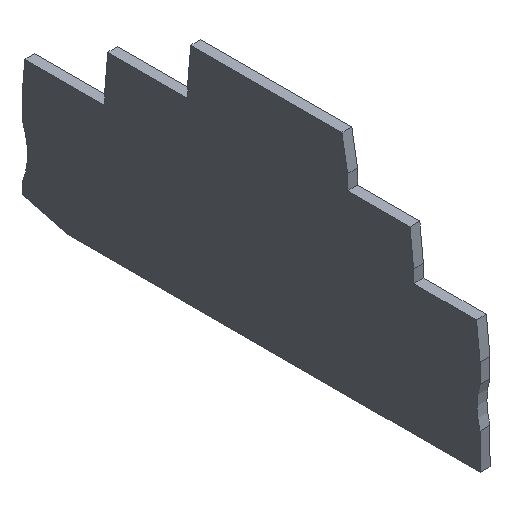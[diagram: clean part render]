
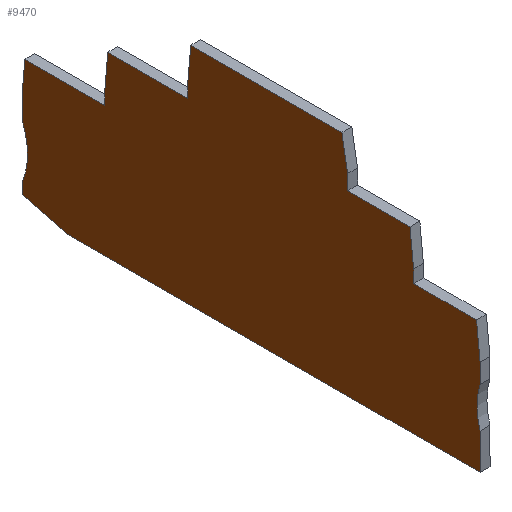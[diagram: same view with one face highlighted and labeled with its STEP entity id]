
A CAD part, isometric view. The second image highlights one B-rep face of the part: STEP entity #9470.
In plain terms, the highlighted face is planar.
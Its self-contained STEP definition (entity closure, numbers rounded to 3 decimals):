
#2110=CARTESIAN_POINT('',(183.732,42.347,
53.67));
#2120=VERTEX_POINT('',#2110);
#2150=CARTESIAN_POINT('',(183.966,39.659,53.67));
#2160=DIRECTION('',(0.087,-0.996,
0.));
#2170=VECTOR('',#2160,1.);
#2180=LINE('',#2150,#2170);
#2190=CARTESIAN_POINT('',(184.369,35.024,
53.67));
#2200=VERTEX_POINT('',#2190);
#2210=EDGE_CURVE('',#2120,#2200,#2180,.T.);
#2500=CARTESIAN_POINT('',(134.019,23.989,
53.67));
#2510=VERTEX_POINT('',#2500);
#2540=CARTESIAN_POINT('',(135.666,39.659,53.67));
#2550=DIRECTION('',(0.105,0.995,
0.));
#2560=VECTOR('',#2550,1.);
#2570=LINE('',#2540,#2560);
#2580=CARTESIAN_POINT('',(134.834,31.747,
53.67));
#2590=VERTEX_POINT('',#2580);
#2600=EDGE_CURVE('',#2510,#2590,#2570,.T.);
#2880=CARTESIAN_POINT('',(202.869,21.147,
53.67));
#2890=VERTEX_POINT('',#2880);
#2920=CARTESIAN_POINT('',(160.781,21.147,53.67));
#2930=DIRECTION('',(1.,0.,0.));
#2940=VECTOR('',#2930,1.);
#2950=LINE('',#2920,#2940);
#2960=CARTESIAN_POINT('',(220.732,21.147,
53.67));
#2970=VERTEX_POINT('',#2960);
#2980=EDGE_CURVE('',#2890,#2970,#2950,.T.);
#3260=CARTESIAN_POINT('',(221.369,-2.903,
53.67));
#3270=VERTEX_POINT('',#3260);
#3300=CARTESIAN_POINT('',(221.369,39.659,53.67));
#3310=DIRECTION('',(0.,-1.,0.));
#3320=VECTOR('',#3310,1.);
#3330=LINE('',#3300,#3320);
#3340=CARTESIAN_POINT('',(221.369,-5.313,
53.67));
#3350=VERTEX_POINT('',#3340);
#3360=EDGE_CURVE('',#3270,#3350,#3330,.T.);
#3590=CARTESIAN_POINT('',(202.869,39.659,53.67));
#3600=DIRECTION('',(0.,-1.,0.));
#3610=VECTOR('',#3600,1.);
#3620=LINE('',#3590,#3610);
#3630=CARTESIAN_POINT('',(202.869,24.424,
53.67));
#3640=VERTEX_POINT('',#3630);
#3650=EDGE_CURVE('',#3640,#2890,#3620,.T.);
#3940=CARTESIAN_POINT('',(119.169,9.097,
53.67));
#3950=VERTEX_POINT('',#3940);
#4030=CARTESIAN_POINT('',(119.169,0.097,
53.67));
#4040=VERTEX_POINT('',#4030);
#4070=CARTESIAN_POINT('',(104.86,4.597,
53.67));
#4080=DIRECTION('',(0.,0.,1.));
#4090=DIRECTION('',(1.,0.,0.));
#4100=AXIS2_PLACEMENT_3D('',#4070,#4080,#4090);
#4110=CIRCLE('',#4100,15.);
#4120=EDGE_CURVE('',#4040,#3950,#4110,.T.);
#4290=CARTESIAN_POINT('',(119.169,39.659,53.67));
#4300=DIRECTION('',(0.,1.,0.));
#4310=VECTOR('',#4300,1.);
#4320=LINE('',#4290,#4310);
#4330=CARTESIAN_POINT('',(119.169,13.389,
53.67));
#4340=VERTEX_POINT('',#4330);
#4350=EDGE_CURVE('',#3950,#4340,#4320,.T.);
#4600=CARTESIAN_POINT('',(184.369,39.659,53.67));
#4610=DIRECTION('',(0.,-1.,0.));
#4620=VECTOR('',#4610,1.);
#4630=LINE('',#4600,#4620);
#4640=CARTESIAN_POINT('',(184.369,31.747,
53.67));
#4650=VERTEX_POINT('',#4640);
#4660=EDGE_CURVE('',#2200,#4650,#4630,.T.);
#4960=CARTESIAN_POINT('',(221.369,9.097,
53.67));
#4970=VERTEX_POINT('',#4960);
#5000=CARTESIAN_POINT('',(235.116,3.097,
53.67));
#5010=DIRECTION('',(0.,0.,1.));
#5020=DIRECTION('',(1.,0.,0.));
#5030=AXIS2_PLACEMENT_3D('',#5000,#5010,#5020);
#5040=CIRCLE('',#5030,15.);
#5050=EDGE_CURVE('',#4970,#3270,#5040,.T.);
#5240=CARTESIAN_POINT('',(160.781,-20.774,53.67));
#5250=DIRECTION('',(-0.969,-0.247,
0.));
#5260=VECTOR('',#5250,1.);
#5270=LINE('',#5240,#5260);
#5280=CARTESIAN_POINT('',(211.216,-7.903,
53.67));
#5290=VERTEX_POINT('',#5280);
#5300=EDGE_CURVE('',#3350,#5290,#5270,.T.);
#5540=CARTESIAN_POINT('',(134.019,39.659,53.67));
#5550=DIRECTION('',(0.,1.,0.));
#5560=VECTOR('',#5550,1.);
#5570=LINE('',#5540,#5560);
#5580=CARTESIAN_POINT('',(134.019,21.147,
53.67));
#5590=VERTEX_POINT('',#5580);
#5600=EDGE_CURVE('',#5590,#2510,#5570,.T.);
#5900=CARTESIAN_POINT('',(148.719,35.058,
53.67));
#5910=VERTEX_POINT('',#5900);
#5940=CARTESIAN_POINT('',(149.537,39.659,53.67));
#5950=DIRECTION('',(0.175,0.985,
0.));
#5960=VECTOR('',#5950,1.);
#5970=LINE('',#5940,#5960);
#5980=CARTESIAN_POINT('',(150.015,42.347,
53.67));
#5990=VERTEX_POINT('',#5980);
#6000=EDGE_CURVE('',#5910,#5990,#5970,.T.);
#6280=CARTESIAN_POINT('',(221.369,13.824,
53.67));
#6290=VERTEX_POINT('',#6280);
#6320=CARTESIAN_POINT('',(221.369,39.659,53.67));
#6330=DIRECTION('',(0.,-1.,0.));
#6340=VECTOR('',#6330,1.);
#6350=LINE('',#6320,#6340);
#6360=EDGE_CURVE('',#6290,#4970,#6350,.T.);
#6550=CARTESIAN_POINT('',(160.781,31.747,53.67));
#6560=DIRECTION('',(1.,0.,0.));
#6570=VECTOR('',#6560,1.);
#6580=LINE('',#6550,#6570);
#6590=CARTESIAN_POINT('',(148.719,31.747,
53.67));
#6600=VERTEX_POINT('',#6590);
#6610=EDGE_CURVE('',#2590,#6600,#6580,.T.);
#6870=CARTESIAN_POINT('',(121.93,39.659,53.67));
#6880=DIRECTION('',(0.105,0.995,
0.));
#6890=VECTOR('',#6880,1.);
#6900=LINE('',#6870,#6890);
#6910=CARTESIAN_POINT('',(119.984,21.147,
53.67));
#6920=VERTEX_POINT('',#6910);
#6930=EDGE_CURVE('',#4340,#6920,#6900,.T.);
#7210=CARTESIAN_POINT('',(119.169,-7.903,
53.67));
#7220=VERTEX_POINT('',#7210);
#7250=CARTESIAN_POINT('',(119.169,39.659,53.67));
#7260=DIRECTION('',(0.,1.,0.));
#7270=VECTOR('',#7260,1.);
#7280=LINE('',#7250,#7270);
#7290=EDGE_CURVE('',#7220,#4040,#7280,.T.);
#7480=CARTESIAN_POINT('',(160.781,21.147,53.67));
#7490=DIRECTION('',(1.,0.,0.));
#7500=VECTOR('',#7490,1.);
#7510=LINE('',#7480,#7500);
#7520=EDGE_CURVE('',#6920,#5590,#7510,.T.);
#7730=CARTESIAN_POINT('',(160.781,31.747,53.67));
#7740=DIRECTION('',(1.,0.,0.));
#7750=VECTOR('',#7740,1.);
#7760=LINE('',#7730,#7750);
#7770=CARTESIAN_POINT('',(202.232,31.747,
53.67));
#7780=VERTEX_POINT('',#7770);
#7790=EDGE_CURVE('',#4650,#7780,#7760,.T.);
#8020=CARTESIAN_POINT('',(148.719,39.659,53.67));
#8030=DIRECTION('',(0.,1.,0.));
#8040=VECTOR('',#8030,1.);
#8050=LINE('',#8020,#8040);
#8060=EDGE_CURVE('',#6600,#5910,#8050,.T.);
#8260=CARTESIAN_POINT('',(160.781,-7.903,53.67))
;
#8270=DIRECTION('',(-1.,0.,0.));
#8280=VECTOR('',#8270,1.);
#8290=LINE('',#8260,#8280);
#8300=EDGE_CURVE('',#5290,#7220,#8290,.T.);
#8510=CARTESIAN_POINT('',(219.124,39.659,53.67));
#8520=DIRECTION('',(0.087,-0.996,
0.));
#8530=VECTOR('',#8520,1.);
#8540=LINE('',#8510,#8530);
#8550=EDGE_CURVE('',#2970,#6290,#8540,.T.);
#8760=CARTESIAN_POINT('',(160.781,42.347,53.67));
#8770=DIRECTION('',(1.,0.,0.));
#8780=VECTOR('',#8770,1.);
#8790=LINE('',#8760,#8780);
#8800=EDGE_CURVE('',#5990,#2120,#8790,.T.);
#8990=CARTESIAN_POINT('',(201.545,39.659,53.67));
#9000=DIRECTION('',(0.087,-0.996,
0.));
#9010=VECTOR('',#9000,1.);
#9020=LINE('',#8990,#9010);
#9030=EDGE_CURVE('',#7780,#3640,#9020,.T.);
#9170=CARTESIAN_POINT('',(146.66,29.195,
53.67));
#9180=DIRECTION('',(0.,0.,1.));
#9190=DIRECTION('',(1.,0.,0.));
#9200=AXIS2_PLACEMENT_3D('',#9170,#9180,#9190);
#9210=PLANE('',#9200);
#9220=ORIENTED_EDGE('',*,*,#3360,.T.);
#9230=ORIENTED_EDGE('',*,*,#5050,.T.);
#9240=ORIENTED_EDGE('',*,*,#6360,.T.);
#9250=ORIENTED_EDGE('',*,*,#8550,.T.);
#9260=ORIENTED_EDGE('',*,*,#2980,.T.);
#9270=ORIENTED_EDGE('',*,*,#3650,.T.);
#9280=ORIENTED_EDGE('',*,*,#9030,.T.);
#9290=ORIENTED_EDGE('',*,*,#7790,.T.);
#9300=ORIENTED_EDGE('',*,*,#4660,.T.);
#9310=ORIENTED_EDGE('',*,*,#2210,.T.);
#9320=ORIENTED_EDGE('',*,*,#8800,.T.);
#9330=ORIENTED_EDGE('',*,*,#6000,.T.);
#9340=ORIENTED_EDGE('',*,*,#8060,.T.);
#9350=ORIENTED_EDGE('',*,*,#6610,.T.);
#9360=ORIENTED_EDGE('',*,*,#2600,.T.);
#9370=ORIENTED_EDGE('',*,*,#5600,.T.);
#9380=ORIENTED_EDGE('',*,*,#7520,.T.);
#9390=ORIENTED_EDGE('',*,*,#6930,.T.);
#9400=ORIENTED_EDGE('',*,*,#4350,.T.);
#9410=ORIENTED_EDGE('',*,*,#4120,.T.);
#9420=ORIENTED_EDGE('',*,*,#7290,.T.);
#9430=ORIENTED_EDGE('',*,*,#8300,.T.);
#9440=ORIENTED_EDGE('',*,*,#5300,.T.);
#9450=EDGE_LOOP('',(#9440,#9430,#9420,#9410,#9400,#9390,#9380,#9370,
#9360,#9350,#9340,#9330,#9320,#9310,#9300,#9290,#9280,#9270,#9260,#9250,
#9240,#9230,#9220));
#9460=FACE_OUTER_BOUND('',#9450,.T.);
#9470=ADVANCED_FACE('',(#9460),#9210,.F.);
